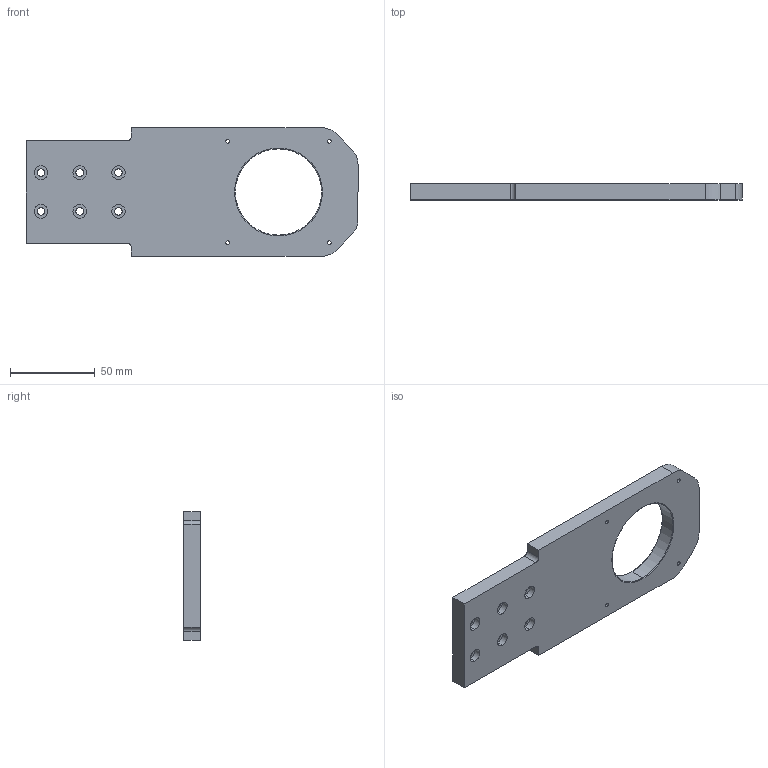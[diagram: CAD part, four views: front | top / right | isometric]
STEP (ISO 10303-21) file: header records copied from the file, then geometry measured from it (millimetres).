
FILE_DESCRIPTION (( 'STEP AP214' ), '1' );
FILE_NAME ('TTN042425-E0W.STEP', '2019-08-19T14:13:42', ( '' ), ( '' ), 'SwSTEP 2.0', 'SolidWorks 2018', '' );
FILE_SCHEMA (( 'AUTOMOTIVE_DESIGN' ));
Length unit declared in the file: inch
Products named in the file (2): TTN042425-E0W
Bounding box: 196.22 x 9.53 x 76.2 mm (x, y, z)
Surface area: 31135.2 mm2 (no closed solid volume)
Topology: 0 solids, 24 shells, 103 faces, 640 edges, 574 vertices
Faces by surface type: cylinder 52, plane 47, cone 4
Entity records: 9358 total; most frequent: CARTESIAN_POINT 3493, ORIENTED_EDGE 834, DIRECTION 730, EDGE_CURVE 640, VERTEX_POINT 574, VECTOR 304, LINE 304, B_SPLINE_CURVE_WITH_KNOTS 228
